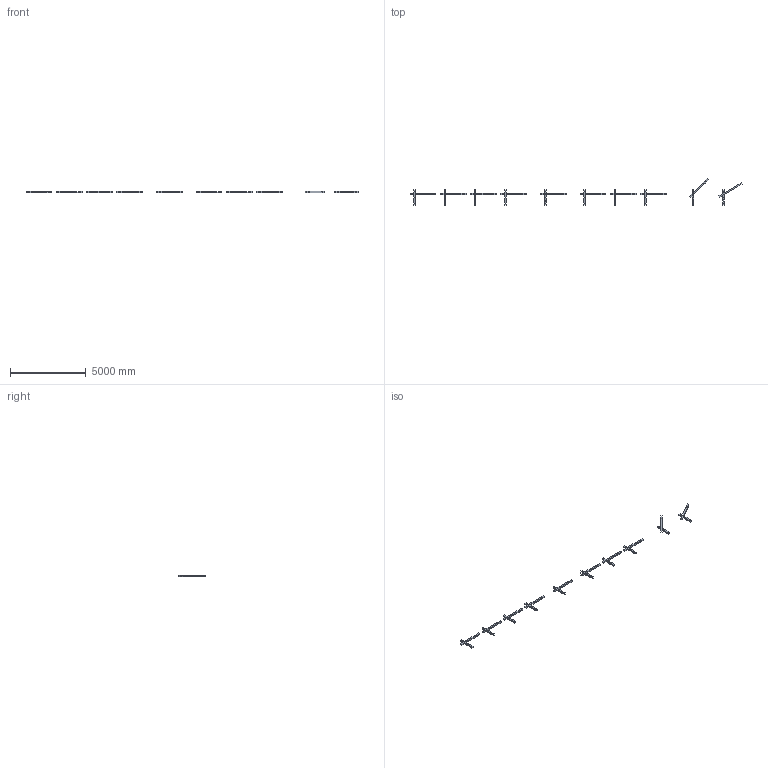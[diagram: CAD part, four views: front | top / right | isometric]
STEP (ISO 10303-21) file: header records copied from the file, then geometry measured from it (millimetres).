
FILE_DESCRIPTION(/* description */ (''),/* implementation_level */ '2;1');
FILE_NAME(/* name */ '191212~1',/* time_stamp */ '2019-12-12T14:29:18+01:00',/* author */ (''),/* organization */ (''),/* preprocessor_version */ 'ST-DEVELOPER v16.5',/* originating_system */ '',/* authorisation */ '');
FILE_SCHEMA (('AUTOMOTIVE_DESIGN'));
Length unit declared in the file: millimetre
Products named in the file (1): Document
Bounding box: 21905.44 x 1775.3 x 100 mm (x, y, z)
Volume: 253444494.9 mm3; surface area: 11583465.6 mm2
Topology: 20 solids, 20 shells, 656 faces, 1858 edges, 1242 vertices
Faces by surface type: plane 536, bspline 120
Entity records: 20474 total; most frequent: CARTESIAN_POINT 8085, ORIENTED_EDGE 3696, EDGE_CURVE 1848, B_SPLINE_CURVE_WITH_KNOTS 1618, VERTEX_POINT 1232, EDGE_LOOP 776, ADVANCED_FACE 656, FACE_OUTER_BOUND 656
